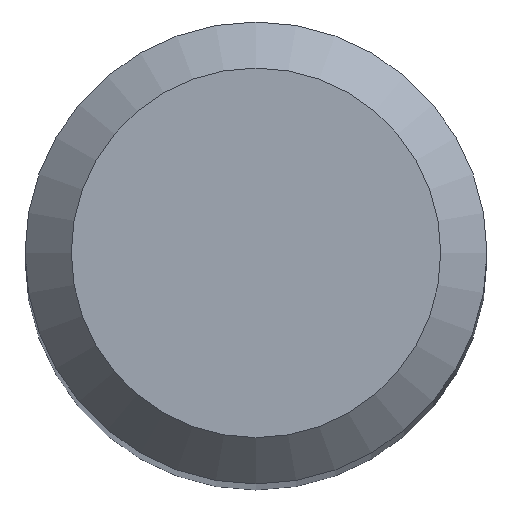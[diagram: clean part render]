
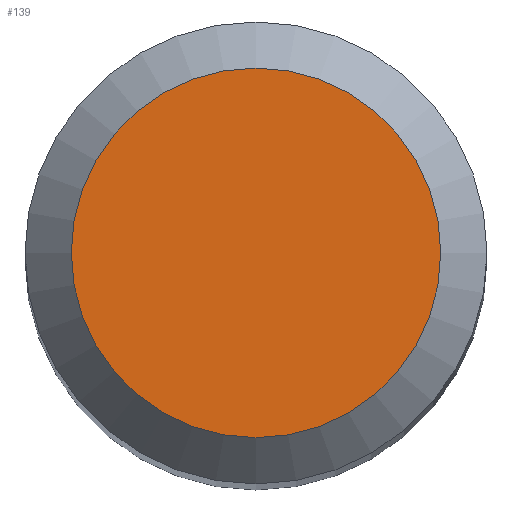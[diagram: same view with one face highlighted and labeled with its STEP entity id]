
A CAD part, top view. The second image highlights one B-rep face of the part: STEP entity #139.
In plain terms, the highlighted planar face has unit normal (0, 0, 1).
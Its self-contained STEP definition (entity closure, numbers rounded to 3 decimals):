
#4 = CIRCLE ( 'NONE', #134, 1.6 ) ;
#6 = PLANE ( 'NONE',  #91 ) ;
#29 = EDGE_CURVE ( 'NONE', #209, #209, #4, .T. ) ;
#41 = CARTESIAN_POINT ( 'NONE',  ( 0., 0., 38. ) ) ;
#52 = DIRECTION ( 'NONE',  ( 0., 0., 1. ) ) ;
#90 = DIRECTION ( 'NONE',  ( 1., 0., 0. ) ) ;
#91 = AXIS2_PLACEMENT_3D ( 'NONE', #206, #52, #92 ) ;
#92 = DIRECTION ( 'NONE',  ( 1., 0., 0. ) ) ;
#134 = AXIS2_PLACEMENT_3D ( 'NONE', #41, #165, #90 ) ;
#139 = ADVANCED_FACE ( 'NONE', ( #205 ), #6, .T. ) ;
#140 = EDGE_LOOP ( 'NONE', ( #144 ) ) ;
#144 = ORIENTED_EDGE ( 'NONE', *, *, #29, .T. ) ;
#165 = DIRECTION ( 'NONE',  ( 0., 0., 1. ) ) ;
#174 = CARTESIAN_POINT ( 'NONE',  ( 1.6, 0., 38. ) ) ;
#205 = FACE_OUTER_BOUND ( 'NONE', #140, .T. ) ;
#206 = CARTESIAN_POINT ( 'NONE',  ( 0., 0., 38. ) ) ;
#209 = VERTEX_POINT ( 'NONE', #174 ) ;
